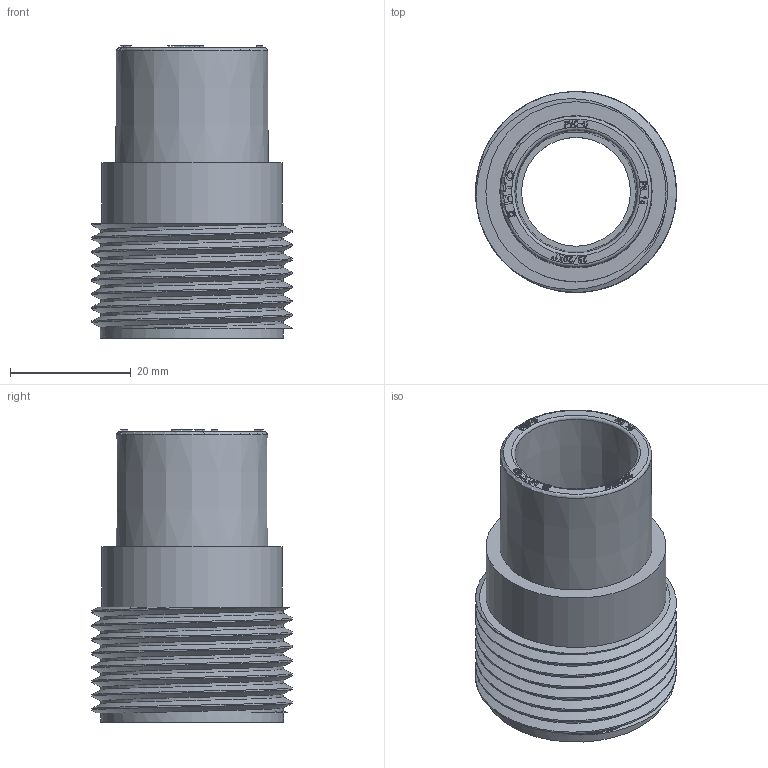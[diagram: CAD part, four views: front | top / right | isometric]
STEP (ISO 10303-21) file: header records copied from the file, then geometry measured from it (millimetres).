
FILE_DESCRIPTION(/* description */ (''),/* implementation_level */ '2;1');
FILE_NAME(/* name */ 'Z7A020032.stp',/* time_stamp */ '2025-10-14T08:11:37+08:00',/* author */ (''),/* organization */ (''),/* preprocessor_version */ 'ST-DEVELOPER v16.7',/* originating_system */ 'SIEMENS PLM Software NX 12.0',/* authorisation */ '');
FILE_SCHEMA (('AUTOMOTIVE_DESIGN { 1 0 10303 214 3 1 1 1 }'));
Length unit declared in the file: millimetre
Products named in the file (1): Admi18A8C8BF3hdh
Bounding box: 33.25 x 33.24 x 48.3 mm (x, y, z)
Volume: 14294.7 mm3; surface area: 9902.5 mm2
Topology: 1 solids, 1 shells, 763 faces, 2188 edges, 1461 vertices
Faces by surface type: plane 723, cylinder 19, extrusion 13, torus 3, cone 3, bspline 2
Full cylindrical faces by diameter (mm): 0.673 x1, 0.898 x1, 18 x1, 23 x1, 29.8 x1, 30.291 x8
Entity records: 28744 total; most frequent: CARTESIAN_POINT 11792, ORIENTED_EDGE 4284, DIRECTION 2282, EDGE_CURVE 2142, VERTEX_POINT 1435, B_SPLINE_CURVE_WITH_KNOTS 1407, EDGE_LOOP 803, AXIS2_PLACEMENT_3D 780
